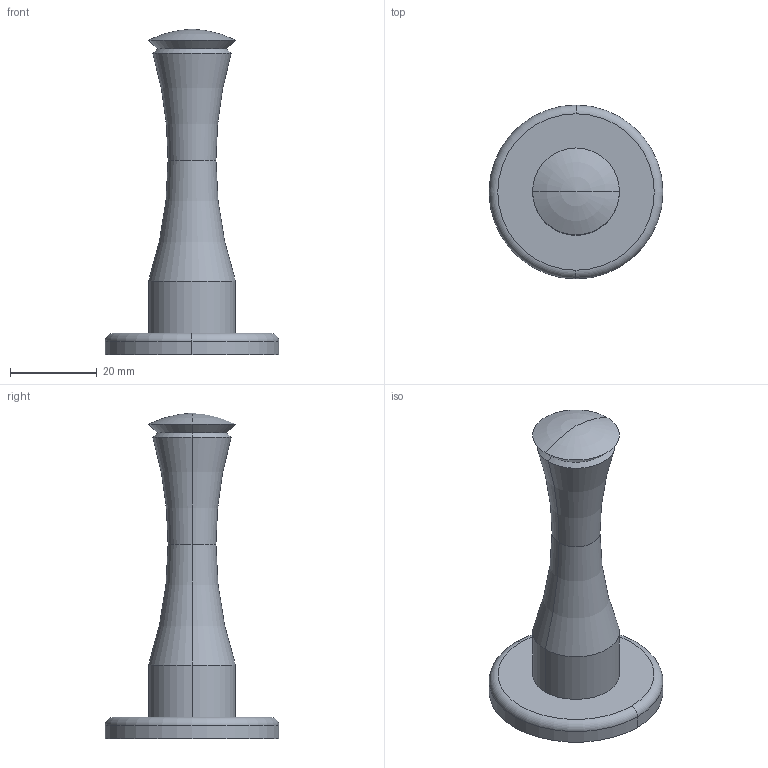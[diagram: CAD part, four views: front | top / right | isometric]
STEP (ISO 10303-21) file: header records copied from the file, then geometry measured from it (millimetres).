
FILE_DESCRIPTION (( 'STEP AP214' ), '1' );
FILE_NAME ('83252970.STEP', '2020-10-08T13:58:25', ( '' ), ( '' ), 'SwSTEP 2.0', 'SolidWorks 2020', '' );
FILE_SCHEMA (( 'AUTOMOTIVE_DESIGN' ));
Length unit declared in the file: millimetre
Products named in the file (3): 83252970; Planungsmodell_Rohr_gerade-+-28.568.780-10_ _K383_40x5; Planungsmodell_Haken-+-08.18.60.504-1
Assembly tree (2 placements, depth 2):
  83252970
    Planungsmodell_Haken-+-08.18.60.504-1
    Planungsmodell_Rohr_gerade-+-28.568.780-10_ _K383_40x5
Bounding box: 40 x 40 x 74.98 mm (x, y, z)
Volume: 19000 mm3; surface area: 6958.6 mm2
Topology: 2 solids, 2 shells, 19 faces, 36 edges, 19 vertices
Faces by surface type: torus 8, cone 4, cylinder 4, plane 3
Entity records: 587 total; most frequent: DIRECTION 108, CARTESIAN_POINT 77, ORIENTED_EDGE 68, AXIS2_PLACEMENT_3D 50, EDGE_CURVE 34, CIRCLE 26, ADVANCED_FACE 19, FACE_OUTER_BOUND 19
